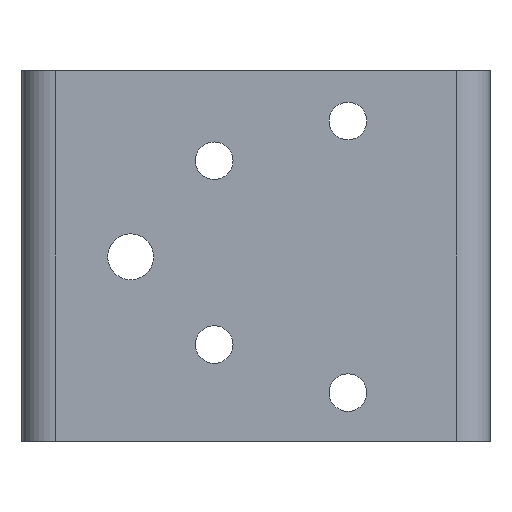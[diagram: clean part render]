
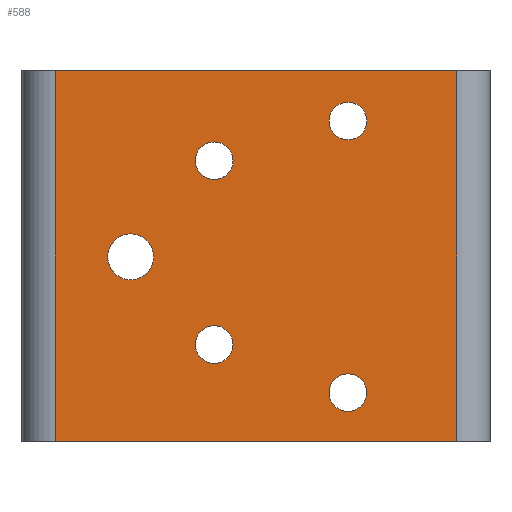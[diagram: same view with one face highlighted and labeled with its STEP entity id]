
A CAD part, front view. The second image highlights one B-rep face of the part: STEP entity #588.
In plain terms, the highlighted planar face has unit normal (0, -1, 0).
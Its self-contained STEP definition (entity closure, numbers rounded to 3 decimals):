
#23=FACE_BOUND('',#119,.T.);
#24=FACE_BOUND('',#120,.T.);
#25=FACE_BOUND('',#121,.T.);
#26=FACE_BOUND('',#122,.T.);
#27=FACE_BOUND('',#123,.T.);
#48=PLANE('',#674);
#79=FACE_OUTER_BOUND('',#118,.T.);
#118=EDGE_LOOP('',(#520,#521,#522,#523));
#119=EDGE_LOOP('',(#524));
#120=EDGE_LOOP('',(#525));
#121=EDGE_LOOP('',(#526));
#122=EDGE_LOOP('',(#527));
#123=EDGE_LOOP('',(#528));
#141=LINE('',#936,#186);
#157=LINE('',#977,#202);
#172=LINE('',#1012,#217);
#174=LINE('',#1015,#219);
#186=VECTOR('',#765,10.);
#202=VECTOR('',#807,10.);
#217=VECTOR('',#846,10.);
#219=VECTOR('',#850,10.);
#223=CIRCLE('',#614,2.75);
#226=CIRCLE('',#618,2.25);
#229=CIRCLE('',#622,2.25);
#232=CIRCLE('',#626,2.25);
#235=CIRCLE('',#630,2.25);
#258=VERTEX_POINT('',#862);
#261=VERTEX_POINT('',#870);
#264=VERTEX_POINT('',#878);
#267=VERTEX_POINT('',#886);
#270=VERTEX_POINT('',#894);
#285=VERTEX_POINT('',#933);
#286=VERTEX_POINT('',#935);
#297=VERTEX_POINT('',#974);
#298=VERTEX_POINT('',#976);
#310=EDGE_CURVE('',#258,#258,#223,.T.);
#314=EDGE_CURVE('',#261,#261,#226,.T.);
#318=EDGE_CURVE('',#264,#264,#229,.T.);
#322=EDGE_CURVE('',#267,#267,#232,.T.);
#326=EDGE_CURVE('',#270,#270,#235,.T.);
#345=EDGE_CURVE('',#286,#285,#141,.T.);
#365=EDGE_CURVE('',#298,#297,#157,.T.);
#383=EDGE_CURVE('',#286,#297,#172,.T.);
#385=EDGE_CURVE('',#298,#285,#174,.T.);
#520=ORIENTED_EDGE('',*,*,#345,.T.);
#521=ORIENTED_EDGE('',*,*,#385,.F.);
#522=ORIENTED_EDGE('',*,*,#365,.T.);
#523=ORIENTED_EDGE('',*,*,#383,.F.);
#524=ORIENTED_EDGE('',*,*,#310,.T.);
#525=ORIENTED_EDGE('',*,*,#314,.T.);
#526=ORIENTED_EDGE('',*,*,#318,.T.);
#527=ORIENTED_EDGE('',*,*,#322,.T.);
#528=ORIENTED_EDGE('',*,*,#326,.T.);
#588=ADVANCED_FACE('',(#79,#23,#24,#25,#26,#27),#48,.F.);
#614=AXIS2_PLACEMENT_3D('',#864,#686,#687);
#618=AXIS2_PLACEMENT_3D('',#872,#695,#696);
#622=AXIS2_PLACEMENT_3D('',#880,#704,#705);
#626=AXIS2_PLACEMENT_3D('',#888,#713,#714);
#630=AXIS2_PLACEMENT_3D('',#896,#722,#723);
#674=AXIS2_PLACEMENT_3D('',#1014,#848,#849);
#686=DIRECTION('center_axis',(0.,1.,0.));
#687=DIRECTION('ref_axis',(1.,0.,0.));
#695=DIRECTION('center_axis',(0.,1.,0.));
#696=DIRECTION('ref_axis',(1.,0.,0.));
#704=DIRECTION('center_axis',(0.,1.,0.));
#705=DIRECTION('ref_axis',(1.,0.,0.));
#713=DIRECTION('center_axis',(0.,1.,0.));
#714=DIRECTION('ref_axis',(1.,0.,0.));
#722=DIRECTION('center_axis',(0.,1.,0.));
#723=DIRECTION('ref_axis',(1.,0.,0.));
#765=DIRECTION('',(0.,0.,-1.));
#807=DIRECTION('',(0.,0.,1.));
#846=DIRECTION('',(1.,0.,0.));
#848=DIRECTION('center_axis',(0.,1.,0.));
#849=DIRECTION('ref_axis',(0.,0.,1.));
#850=DIRECTION('',(-1.,0.,0.));
#862=CARTESIAN_POINT('',(-17.75,0.,-0.1));
#864=CARTESIAN_POINT('Origin',(-15.,0.,-0.1));
#870=CARTESIAN_POINT('',(-7.25,0.,-10.598));
#872=CARTESIAN_POINT('Origin',(-5.,0.,-10.598));
#878=CARTESIAN_POINT('',(-7.25,0.,11.402));
#880=CARTESIAN_POINT('Origin',(-5.,0.,11.402));
#886=CARTESIAN_POINT('',(8.75,0.,16.15));
#888=CARTESIAN_POINT('Origin',(11.,0.,16.15));
#894=CARTESIAN_POINT('',(8.75,0.,-16.35));
#896=CARTESIAN_POINT('Origin',(11.,0.,-16.35));
#933=CARTESIAN_POINT('',(-24.,0.,-22.15));
#935=CARTESIAN_POINT('',(-24.,0.,22.15));
#936=CARTESIAN_POINT('',(-24.,0.,11.075));
#974=CARTESIAN_POINT('',(24.,0.,22.15));
#976=CARTESIAN_POINT('',(24.,0.,-22.15));
#977=CARTESIAN_POINT('',(24.,0.,-11.075));
#1012=CARTESIAN_POINT('',(-28.,0.,22.15));
#1014=CARTESIAN_POINT('Origin',(0.,0.,0.));
#1015=CARTESIAN_POINT('',(28.,0.,-22.15));
